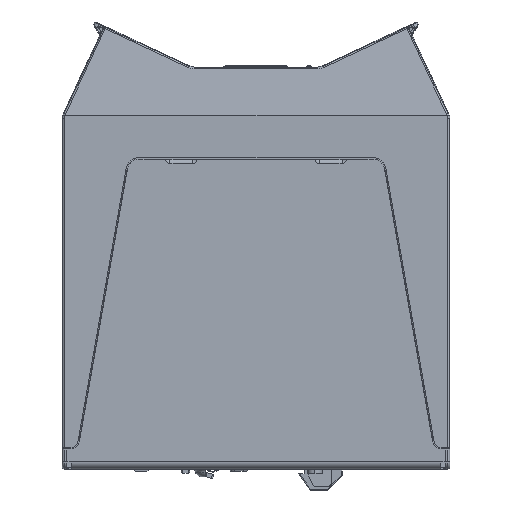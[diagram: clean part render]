
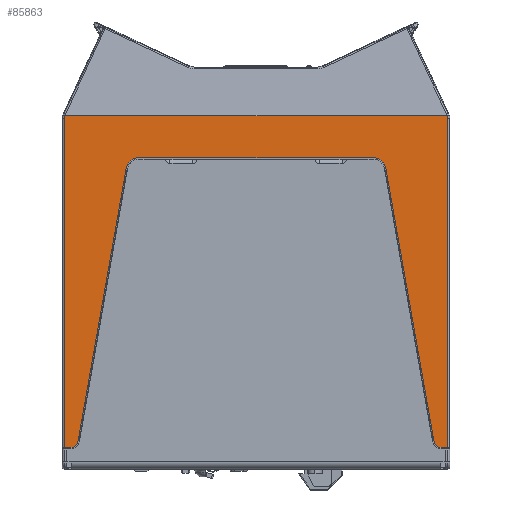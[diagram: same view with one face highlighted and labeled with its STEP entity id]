
A CAD part, left-side view. The second image highlights one B-rep face of the part: STEP entity #85863.
In plain terms, the highlighted planar face has unit normal (-1, 0, 0).
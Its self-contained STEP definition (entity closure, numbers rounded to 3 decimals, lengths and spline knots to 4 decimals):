
#200 = CARTESIAN_POINT ( 'NONE',  ( -1.0236, -1.781, 1.3679 ) ) ;
#572 = EDGE_CURVE ( 'NONE', #80767, #110087, #50113, .T. ) ;
#1483 = VERTEX_POINT ( 'NONE', #43325 ) ;
#1831 = ORIENTED_EDGE ( 'NONE', *, *, #14926, .F. ) ;
#3034 = AXIS2_PLACEMENT_3D ( 'NONE', #31277, #87201, #57529 ) ;
#3259 = CARTESIAN_POINT ( 'NONE',  ( -1.0236, -2.5, 2.0538 ) ) ;
#3578 = DIRECTION ( 'NONE',  ( 0., -1., 0. ) ) ;
#3906 = CARTESIAN_POINT ( 'NONE',  ( -1.0236, -1.6066, 1.5143 ) ) ;
#4038 = VERTEX_POINT ( 'NONE', #52450 ) ;
#7558 = CARTESIAN_POINT ( 'NONE',  ( -1.0236, 2.539, -2.3637 ) ) ;
#7651 = AXIS2_PLACEMENT_3D ( 'NONE', #28284, #64627, #65211 ) ;
#8151 = CARTESIAN_POINT ( 'NONE',  ( -1.0236, -1.7204, 1.4728 ) ) ;
#8317 = DIRECTION ( 'NONE',  ( 1., 0., 0. ) ) ;
#9946 = DIRECTION ( 'NONE',  ( 1., 0., 0. ) ) ;
#10033 = PLANE ( 'NONE',  #58410 ) ;
#10035 = CARTESIAN_POINT ( 'NONE',  ( -1.0236, -2.442, -2.3808 ) ) ;
#10662 = AXIS2_PLACEMENT_3D ( 'NONE', #7558, #90831, #43288 ) ;
#10792 = ORIENTED_EDGE ( 'NONE', *, *, #100661, .F. ) ;
#11330 = EDGE_CURVE ( 'NONE', #84049, #22627, #33160, .T. ) ;
#11482 = ORIENTED_EDGE ( 'NONE', *, *, #23777, .T. ) ;
#12062 = ORIENTED_EDGE ( 'NONE', *, *, #105740, .T. ) ;
#14926 = EDGE_CURVE ( 'NONE', #97969, #4038, #102379, .T. ) ;
#15291 = LINE ( 'NONE', #68916, #43622 ) ;
#15348 = AXIS2_PLACEMENT_3D ( 'NONE', #41089, #58999, #113703 ) ;
#16645 = ORIENTED_EDGE ( 'NONE', *, *, #71343, .T. ) ;
#16755 = VECTOR ( 'NONE', #70263, 39.3701 ) ;
#17250 = LINE ( 'NONE', #106504, #16755 ) ;
#17492 = DIRECTION ( 'NONE',  ( 0., 1., 0. ) ) ;
#18938 = CARTESIAN_POINT ( 'NONE',  ( -1.0236, -2.626, 0.3481 ) ) ;
#22010 = VERTEX_POINT ( 'NONE', #109539 ) ;
#22281 = DIRECTION ( 'NONE',  ( 0., -0.994, 0.112 ) ) ;
#22627 = VERTEX_POINT ( 'NONE', #68791 ) ;
#23777 = EDGE_CURVE ( 'NONE', #22627, #89253, #44904, .T. ) ;
#24849 = VERTEX_POINT ( 'NONE', #97659 ) ;
#25288 = ORIENTED_EDGE ( 'NONE', *, *, #63002, .F. ) ;
#26022 = EDGE_CURVE ( 'NONE', #4038, #91840, #99823, .T. ) ;
#27096 = CARTESIAN_POINT ( 'NONE',  ( -1.0236, -2.6211, 2.0887 ) ) ;
#27585 = VERTEX_POINT ( 'NONE', #53491 ) ;
#28284 = CARTESIAN_POINT ( 'NONE',  ( -1.0236, -2.539, -2.3637 ) ) ;
#30626 = AXIS2_PLACEMENT_3D ( 'NONE', #109887, #9946, #64736 ) ;
#30703 = CARTESIAN_POINT ( 'NONE',  ( -1.0236, -1.781, 1.3679 ) ) ;
#31113 = ORIENTED_EDGE ( 'NONE', *, *, #11330, .T. ) ;
#31277 = CARTESIAN_POINT ( 'NONE',  ( -1.0236, 2.5, 2.0538 ) ) ;
#33160 = LINE ( 'NONE', #105763, #101064 ) ;
#34552 = VERTEX_POINT ( 'NONE', #3906 ) ;
#34885 = AXIS2_PLACEMENT_3D ( 'NONE', #97360, #96183, #52167 ) ;
#37506 = DIRECTION ( 'NONE',  ( 0., -1., 0. ) ) ;
#39631 = CIRCLE ( 'NONE', #7651, 0.0984 ) ;
#40147 = DIRECTION ( 'NONE',  ( 1., 0., 0. ) ) ;
#41089 = CARTESIAN_POINT ( 'NONE',  ( -1.0236, 1.6066, 1.3371 ) ) ;
#43288 = DIRECTION ( 'NONE',  ( 0., 0., -1. ) ) ;
#43325 = CARTESIAN_POINT ( 'NONE',  ( -1.0236, 1.6066, 1.5143 ) ) ;
#43622 = VECTOR ( 'NONE', #17492, 39.3701 ) ;
#44904 = CIRCLE ( 'NONE', #10662, 0.0984 ) ;
#45215 = EDGE_LOOP ( 'NONE', ( #25288, #31113, #11482, #53548, #16645, #68350, #58929, #76789, #74835, #81254, #12062, #67942, #57359, #1831, #54633, #10792 ) ) ;
#45257 = VECTOR ( 'NONE', #91494, 39.3701 ) ;
#49160 = LINE ( 'NONE', #73639, #74377 ) ;
#50113 = CIRCLE ( 'NONE', #34885, 0.1772 ) ;
#51467 = CIRCLE ( 'NONE', #15348, 0.1772 ) ;
#52167 = DIRECTION ( 'NONE',  ( 0., -0.643, 0.766 ) ) ;
#52205 = VERTEX_POINT ( 'NONE', #10035 ) ;
#52407 = CIRCLE ( 'NONE', #3034, 0.126 ) ;
#52450 = CARTESIAN_POINT ( 'NONE',  ( -1.0236, -2.626, 2.0538 ) ) ;
#53491 = CARTESIAN_POINT ( 'NONE',  ( -1.0236, 2.6211, 2.0887 ) ) ;
#53548 = ORIENTED_EDGE ( 'NONE', *, *, #77174, .T. ) ;
#54633 = ORIENTED_EDGE ( 'NONE', *, *, #109924, .T. ) ;
#54933 = EDGE_CURVE ( 'NONE', #24849, #1483, #51467, .T. ) ;
#55387 = VERTEX_POINT ( 'NONE', #79616 ) ;
#55519 = EDGE_CURVE ( 'NONE', #34552, #80767, #81957, .T. ) ;
#56547 = AXIS2_PLACEMENT_3D ( 'NONE', #98752, #8317, #80937 ) ;
#57359 = ORIENTED_EDGE ( 'NONE', *, *, #26022, .F. ) ;
#57529 = DIRECTION ( 'NONE',  ( 0., 0.994, 0.112 ) ) ;
#58375 = LINE ( 'NONE', #65560, #100903 ) ;
#58410 = AXIS2_PLACEMENT_3D ( 'NONE', #109385, #65979, #100450 ) ;
#58929 = ORIENTED_EDGE ( 'NONE', *, *, #59321, .T. ) ;
#58999 = DIRECTION ( 'NONE',  ( 1., 0., 0. ) ) ;
#59321 = EDGE_CURVE ( 'NONE', #1483, #34552, #92811, .T. ) ;
#63002 = EDGE_CURVE ( 'NONE', #84049, #95184, #17250, .T. ) ;
#64627 = DIRECTION ( 'NONE',  ( -1., 0., 0. ) ) ;
#64736 = DIRECTION ( 'NONE',  ( 0., 0., 1. ) ) ;
#65211 = DIRECTION ( 'NONE',  ( 0., 0.985, -0.174 ) ) ;
#65560 = CARTESIAN_POINT ( 'NONE',  ( -1.0236, -2.539, -2.4621 ) ) ;
#65574 = VECTOR ( 'NONE', #37506, 39.3701 ) ;
#65979 = DIRECTION ( 'NONE',  ( -1., 0., 0. ) ) ;
#67942 = ORIENTED_EDGE ( 'NONE', *, *, #75496, .T. ) ;
#68350 = ORIENTED_EDGE ( 'NONE', *, *, #54933, .T. ) ;
#68791 = CARTESIAN_POINT ( 'NONE',  ( -1.0236, 2.539, -2.4621 ) ) ;
#68916 = CARTESIAN_POINT ( 'NONE',  ( -1.0236, -2.6575, 2.0887 ) ) ;
#69525 = DIRECTION ( 'NONE',  ( 0., -1., 0. ) ) ;
#70263 = DIRECTION ( 'NONE',  ( 0., 0., 1. ) ) ;
#71343 = EDGE_CURVE ( 'NONE', #22010, #24849, #111633, .T. ) ;
#73639 = CARTESIAN_POINT ( 'NONE',  ( -1.0236, 2.442, -2.3808 ) ) ;
#74377 = VECTOR ( 'NONE', #102717, 39.3701 ) ;
#74835 = ORIENTED_EDGE ( 'NONE', *, *, #572, .T. ) ;
#75496 = EDGE_CURVE ( 'NONE', #55387, #91840, #58375, .T. ) ;
#76789 = ORIENTED_EDGE ( 'NONE', *, *, #55519, .T. ) ;
#77174 = EDGE_CURVE ( 'NONE', #89253, #22010, #49160, .T. ) ;
#77723 = CARTESIAN_POINT ( 'NONE',  ( -1.0236, -2.626, -2.4621 ) ) ;
#79616 = CARTESIAN_POINT ( 'NONE',  ( -1.0236, -2.539, -2.4621 ) ) ;
#80767 = VERTEX_POINT ( 'NONE', #8151 ) ;
#80937 = DIRECTION ( 'NONE',  ( 0., 0.985, 0.174 ) ) ;
#81254 = ORIENTED_EDGE ( 'NONE', *, *, #85346, .T. ) ;
#81957 = CIRCLE ( 'NONE', #30626, 0.1772 ) ;
#84049 = VERTEX_POINT ( 'NONE', #97268 ) ;
#84499 = CARTESIAN_POINT ( 'NONE',  ( -1.0236, 1.6066, 1.5143 ) ) ;
#84868 = VECTOR ( 'NONE', #111647, 39.3701 ) ;
#85346 = EDGE_CURVE ( 'NONE', #110087, #52205, #111060, .T. ) ;
#85863 = ADVANCED_FACE ( 'NONE', ( #111156 ), #10033, .T. ) ;
#87201 = DIRECTION ( 'NONE',  ( 1., 0., 0. ) ) ;
#89253 = VERTEX_POINT ( 'NONE', #100925 ) ;
#90831 = DIRECTION ( 'NONE',  ( -1., 0., 0. ) ) ;
#91494 = DIRECTION ( 'NONE',  ( 0., 0., -1. ) ) ;
#91840 = VERTEX_POINT ( 'NONE', #77723 ) ;
#92811 = LINE ( 'NONE', #84499, #65574 ) ;
#95184 = VERTEX_POINT ( 'NONE', #96741 ) ;
#96183 = DIRECTION ( 'NONE',  ( 1., 0., 0. ) ) ;
#96741 = CARTESIAN_POINT ( 'NONE',  ( -1.0236, 2.626, 2.0538 ) ) ;
#97268 = CARTESIAN_POINT ( 'NONE',  ( -1.0236, 2.626, -2.4621 ) ) ;
#97360 = CARTESIAN_POINT ( 'NONE',  ( -1.0236, -1.6066, 1.3371 ) ) ;
#97659 = CARTESIAN_POINT ( 'NONE',  ( -1.0236, 1.7204, 1.4728 ) ) ;
#97969 = VERTEX_POINT ( 'NONE', #27096 ) ;
#98752 = CARTESIAN_POINT ( 'NONE',  ( -1.0236, 1.6066, 1.3371 ) ) ;
#99823 = LINE ( 'NONE', #18938, #45257 ) ;
#100450 = DIRECTION ( 'NONE',  ( 0., 0., -1. ) ) ;
#100661 = EDGE_CURVE ( 'NONE', #95184, #27585, #52407, .T. ) ;
#100903 = VECTOR ( 'NONE', #3578, 39.3701 ) ;
#100925 = CARTESIAN_POINT ( 'NONE',  ( -1.0236, 2.442, -2.3808 ) ) ;
#101064 = VECTOR ( 'NONE', #69525, 39.3701 ) ;
#102379 = CIRCLE ( 'NONE', #111891, 0.126 ) ;
#102717 = DIRECTION ( 'NONE',  ( 0., -0.174, 0.985 ) ) ;
#105740 = EDGE_CURVE ( 'NONE', #52205, #55387, #39631, .T. ) ;
#105763 = CARTESIAN_POINT ( 'NONE',  ( -1.0236, 2.626, -2.4621 ) ) ;
#106504 = CARTESIAN_POINT ( 'NONE',  ( -1.0236, 2.626, 0.3481 ) ) ;
#109385 = CARTESIAN_POINT ( 'NONE',  ( -1.0236, 0., 0.5976 ) ) ;
#109539 = CARTESIAN_POINT ( 'NONE',  ( -1.0236, 1.781, 1.3679 ) ) ;
#109887 = CARTESIAN_POINT ( 'NONE',  ( -1.0236, -1.6066, 1.3371 ) ) ;
#109924 = EDGE_CURVE ( 'NONE', #97969, #27585, #15291, .T. ) ;
#110087 = VERTEX_POINT ( 'NONE', #200 ) ;
#111060 = LINE ( 'NONE', #30703, #84868 ) ;
#111156 = FACE_OUTER_BOUND ( 'NONE', #45215, .T. ) ;
#111633 = CIRCLE ( 'NONE', #56547, 0.1772 ) ;
#111647 = DIRECTION ( 'NONE',  ( 0., -0.174, -0.985 ) ) ;
#111891 = AXIS2_PLACEMENT_3D ( 'NONE', #3259, #40147, #22281 ) ;
#113703 = DIRECTION ( 'NONE',  ( 0., 0.643, 0.766 ) ) ;
